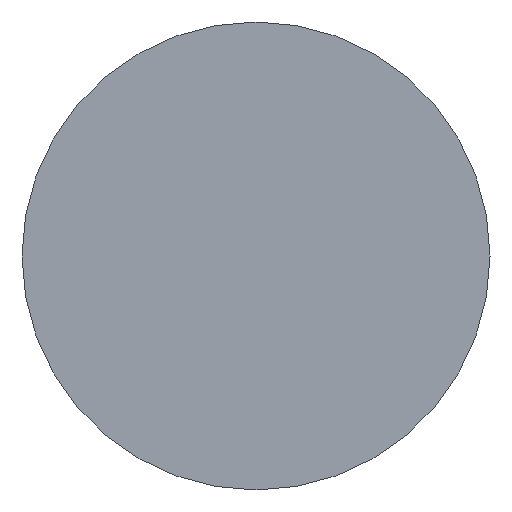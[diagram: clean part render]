
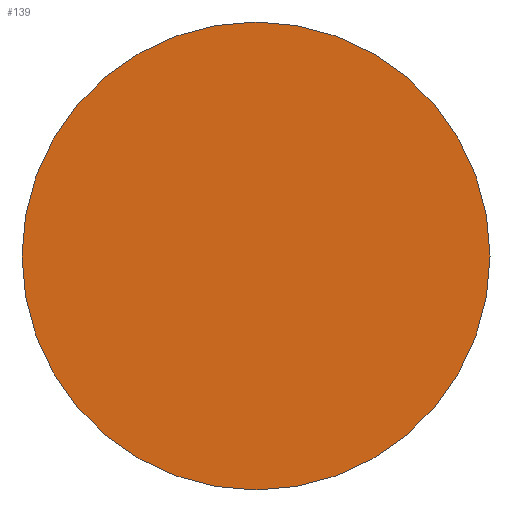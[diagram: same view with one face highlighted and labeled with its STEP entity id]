
A CAD part, left-side view. The second image highlights one B-rep face of the part: STEP entity #139.
In plain terms, the highlighted planar face has unit normal (-1, 0, 0).
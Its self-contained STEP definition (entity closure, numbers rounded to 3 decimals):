
#6 = VERTEX_POINT ( 'NONE', #129 ) ;
#12 = ORIENTED_EDGE ( 'NONE', *, *, #49, .T. ) ;
#16 = DIRECTION ( 'NONE',  ( -1., 0., 0. ) ) ;
#34 = DIRECTION ( 'NONE',  ( 0., 1., 0. ) ) ;
#42 = AXIS2_PLACEMENT_3D ( 'NONE', #74, #46, #34 ) ;
#46 = DIRECTION ( 'NONE',  ( 1., 0., 0. ) ) ;
#49 = EDGE_CURVE ( 'NONE', #6, #133, #159, .T. ) ;
#65 = ORIENTED_EDGE ( 'NONE', *, *, #136, .T. ) ;
#70 = AXIS2_PLACEMENT_3D ( 'NONE', #106, #150, #72 ) ;
#72 = DIRECTION ( 'NONE',  ( 0., -1., 0. ) ) ;
#74 = CARTESIAN_POINT ( 'NONE',  ( 114.975, 65.157, 0. ) ) ;
#86 = FACE_OUTER_BOUND ( 'NONE', #144, .T. ) ;
#93 = PLANE ( 'NONE',  #42 ) ;
#96 = CIRCLE ( 'NONE', #70, 20. ) ;
#103 = CARTESIAN_POINT ( 'NONE',  ( 114.975, 85.157, 0. ) ) ;
#106 = CARTESIAN_POINT ( 'NONE',  ( 114.975, 65.157, 0. ) ) ;
#107 = AXIS2_PLACEMENT_3D ( 'NONE', #145, #16, #154 ) ;
#129 = CARTESIAN_POINT ( 'NONE',  ( 114.975, 45.157, 0. ) ) ;
#133 = VERTEX_POINT ( 'NONE', #103 ) ;
#136 = EDGE_CURVE ( 'NONE', #133, #6, #96, .T. ) ;
#139 = ADVANCED_FACE ( 'NONE', ( #86 ), #93, .F. ) ;
#144 = EDGE_LOOP ( 'NONE', ( #12, #65 ) ) ;
#145 = CARTESIAN_POINT ( 'NONE',  ( 114.975, 65.157, 0. ) ) ;
#150 = DIRECTION ( 'NONE',  ( -1., 0., 0. ) ) ;
#154 = DIRECTION ( 'NONE',  ( 0., -1., 0. ) ) ;
#159 = CIRCLE ( 'NONE', #107, 20. ) ;
